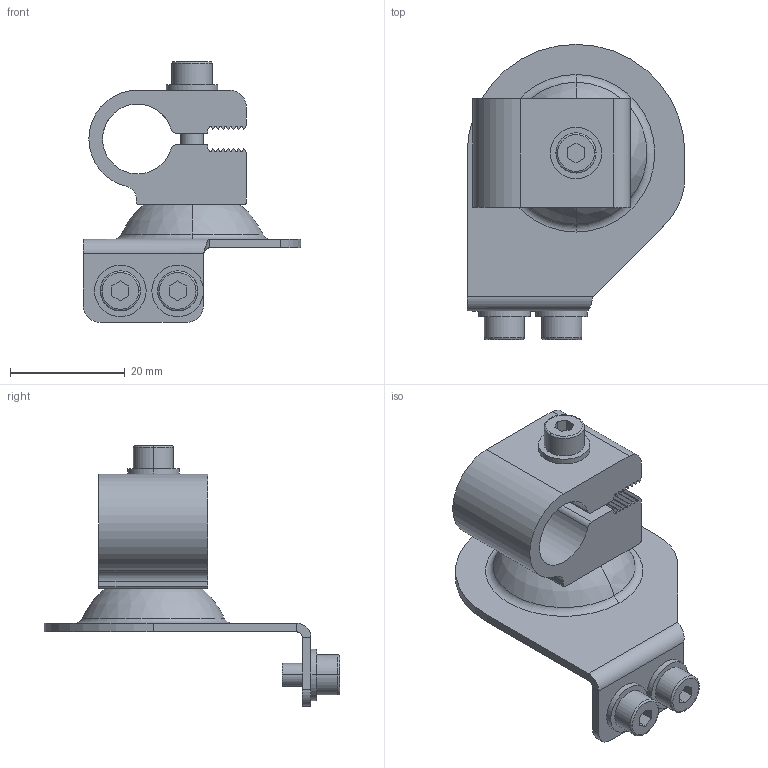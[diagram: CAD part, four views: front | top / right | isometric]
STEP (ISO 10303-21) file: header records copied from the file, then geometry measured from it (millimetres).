
FILE_DESCRIPTION((''),'2;1');
FILE_NAME('CAD1255_OMH-06_ASM','2011-03-16T',('pfolte'),(''),'PRO/ENGINEER BY PARAMETRIC TECHNOLOGY CORPORATION, 2007250','PRO/ENGINEER BY PARAMETRIC TECHNOLOGY CORPORATION, 2007250','');
FILE_SCHEMA(('CONFIG_CONTROL_DESIGN'));
Length unit declared in the file: millimetre
Products named in the file (8): SCHEIBE_1; 04AW31_FUSSBLECH_MLV12_1; 04-AB77_1; 04-AB79_1; ZYL_M4X25_1; M4X6_1; OMH-06_ASM_1_ASM; CAD1255_OMH-06_ASM
Assembly tree (10 placements, depth 3):
  CAD1255_OMH-06_ASM
    OMH-06_ASM_1_ASM
      SCHEIBE_1  x3
      04AW31_FUSSBLECH_MLV12_1
      04-AB77_1
      04-AB79_1
      ZYL_M4X25_1
      M4X6_1  x2
Bounding box: 38 x 51.5 x 45.5 mm (x, y, z)
Volume: 10288.9 mm3; surface area: 10179.1 mm2
Topology: 9 solids, 13 shells, 187 faces, 486 edges, 319 vertices
Faces by surface type: plane 90, cylinder 72, torus 10, sphere 8, cone 6, bspline 1
Entity records: 7404 total; most frequent: DIRECTION 963, CARTESIAN_POINT 951, ORIENTED_EDGE 816, PRESENTATION_STYLE_ASSIGNMENT 526, STYLED_ITEM 423, CURVE_STYLE 414, EDGE_CURVE 414, AXIS2_PLACEMENT_3D 362
